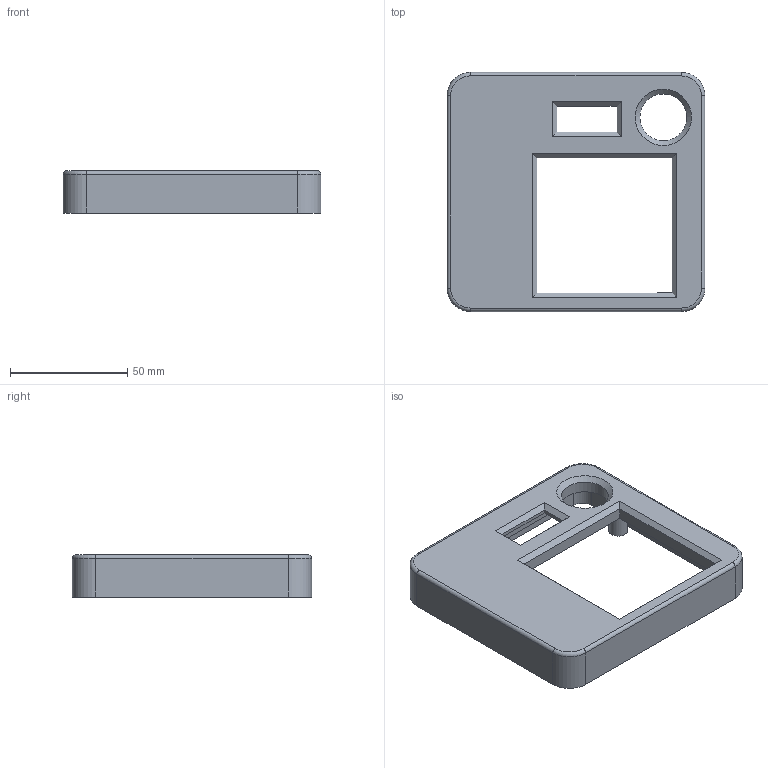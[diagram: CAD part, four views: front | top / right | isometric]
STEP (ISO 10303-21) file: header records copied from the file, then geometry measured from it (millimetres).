
FILE_DESCRIPTION(/* description */ ('KiCad electronic assembly'),/* implementation_level */ '2;1');
FILE_NAME(/* name */ 'Top.step',/* time_stamp */ '2025-07-02T21:18:23+02:00',/* author */ (''),/* organization */ (''),/* preprocessor_version */ 'ST-DEVELOPER v20',/* originating_system */ 'Autodesk Translation Framework v13.20.0.188',/* authorisation */ '');
FILE_SCHEMA (('AUTOMOTIVE_DESIGN { 1 0 10303 214 3 1 1 }'));
Length unit declared in the file: millimetre
Products named in the file (1): dialpad 1
Bounding box: 110 x 102.04 x 18 mm (x, y, z)
Volume: 70754.8 mm3; surface area: 29369.7 mm2
Topology: 1 solids, 1 shells, 76 faces, 184 edges, 116 vertices
Faces by surface type: plane 45, cylinder 26, torus 4, cone 1
Full cylindrical faces by diameter (mm): 2.529 x3, 8 x4, 20 x1
Entity records: 2305 total; most frequent: CARTESIAN_POINT 449, DIRECTION 388, ORIENTED_EDGE 360, EDGE_CURVE 180, AXIS2_PLACEMENT_3D 133, LINE 122, VECTOR 122, VERTEX_POINT 114
